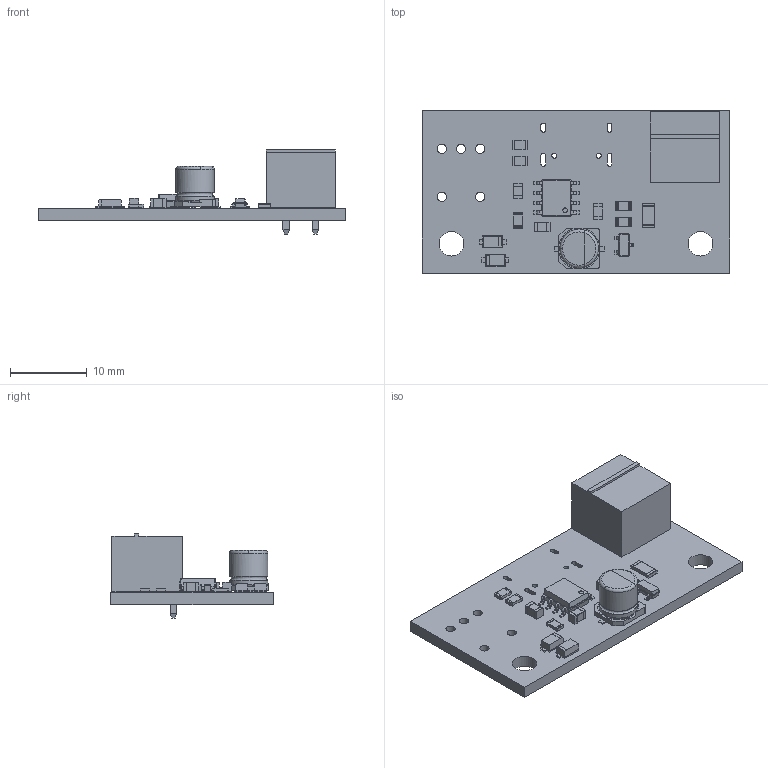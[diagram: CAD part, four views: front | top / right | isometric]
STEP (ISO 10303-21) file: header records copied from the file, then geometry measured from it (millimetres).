
FILE_DESCRIPTION(('KiCad electronic assembly'),'2;1');
FILE_NAME('Microscope_LED.step','2020-08-15T22:03:50',('An Author'),( 'A Company'),'Open CASCADE STEP processor 6.9', 'KiCad to STEP converter','Unknown');
FILE_SCHEMA(('AUTOMOTIVE_DESIGN { 1 0 10303 214 1 1 1 1 }'));
Length unit declared in the file: millimetre
Products named in the file (18): Open CASCADE STEP translator 6.9 1; R_0805_2012Metric; SOLID; PhoenixContact_MC_1,5_2-G-3.81_1x02_P3.81mm_Horizontal; R_1206_3216Metric; D_SOD-123F; SOIC-8_3.9x4.9mm_P1.27mm; SOT-23; C_0805_2012Metric; CP_Elec_5x5.4; COMPOUND
Assembly tree (24 placements, depth 3):
  Open CASCADE STEP translator 6.9 1
    R_0805_2012Metric  x5
      SOLID
    PhoenixContact_MC_1,5_2-G-3.81_1x02_P3.81mm_Horizontal
      SOLID
    R_1206_3216Metric
      SOLID
    D_SOD-123F  x2
      SOLID
    SOIC-8_3.9x4.9mm_P1.27mm
      SOLID
    SOT-23
      SOLID
    C_0805_2012Metric  x3
      SOLID
    CP_Elec_5x5.4
      SOLID
    COMPOUND
Bounding box: 40.01 x 21.08 x 10.95 mm (x, y, z)
Volume: 1879.8 mm3; surface area: 3086.8 mm2
Topology: 16 solids, 16 shells, 676 faces, 1711 edges, 1083 vertices
Faces by surface type: plane 430, cylinder 160, bspline 81, torus 4, revolution 1
Full cylindrical faces by diameter (mm): 0.6 x1, 0.65 x2, 1.2 x7, 3.2 x2, 5 x2
Entity records: 34759 total; most frequent: CARTESIAN_POINT 6695, DIRECTION 4464, LINE 3058, VECTOR 3058, ORIENTED_EDGE 2470, PCURVE 2470, DEFINITIONAL_REPRESENTATION 2470, EDGE_CURVE 1235
